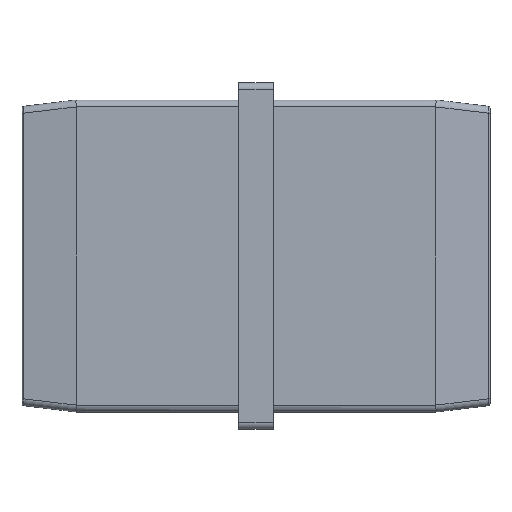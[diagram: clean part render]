
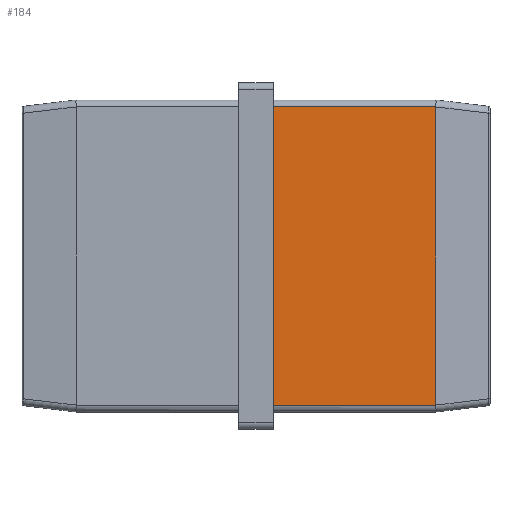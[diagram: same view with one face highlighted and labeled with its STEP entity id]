
A CAD part, front view. The second image highlights one B-rep face of the part: STEP entity #184.
In plain terms, the highlighted planar face has unit normal (0, -1, 0).
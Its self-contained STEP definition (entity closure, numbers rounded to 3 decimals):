
#122=FACE_OUTER_BOUND('',#286,.T.);
#184=ADVANCED_FACE('',(#122),#248,.F.);
#248=PLANE('',#1181);
#286=EDGE_LOOP('',(#426,#427,#428,#429));
#426=ORIENTED_EDGE('',*,*,#836,.T.);
#427=ORIENTED_EDGE('',*,*,#850,.T.);
#428=ORIENTED_EDGE('',*,*,#851,.T.);
#429=ORIENTED_EDGE('',*,*,#852,.T.);
#732=VERTEX_POINT('',#1691);
#733=VERTEX_POINT('',#1693);
#738=VERTEX_POINT('',#1717);
#739=VERTEX_POINT('',#1719);
#836=EDGE_CURVE('',#733,#732,#987,.T.);
#850=EDGE_CURVE('',#732,#738,#998,.T.);
#851=EDGE_CURVE('',#738,#739,#999,.T.);
#852=EDGE_CURVE('',#739,#733,#1000,.T.);
#987=LINE('',#1692,#1079);
#998=LINE('',#1716,#1090);
#999=LINE('',#1718,#1091);
#1000=LINE('',#1720,#1092);
#1079=VECTOR('',#1330,1.);
#1090=VECTOR('',#1357,1.);
#1091=VECTOR('',#1358,1.);
#1092=VECTOR('',#1359,1.);
#1181=AXIS2_PLACEMENT_3D('',#1721,#1360,#1361);
#1330=DIRECTION('',(0.,0.,-1.));
#1357=DIRECTION('',(1.,0.,0.));
#1358=DIRECTION('',(0.,0.,1.));
#1359=DIRECTION('',(-1.,0.,0.));
#1360=DIRECTION('',(0.,1.,0.));
#1361=DIRECTION('',(0.,0.,1.));
#1691=CARTESIAN_POINT('',(2.,-8.,-17.2));
#1692=CARTESIAN_POINT('',(2.,-8.,18.));
#1693=CARTESIAN_POINT('',(2.,-8.,17.2));
#1716=CARTESIAN_POINT('',(27.,-8.,-17.2));
#1717=CARTESIAN_POINT('',(20.75,-8.,-17.2));
#1718=CARTESIAN_POINT('',(20.75,-8.,18.));
#1719=CARTESIAN_POINT('',(20.75,-8.,17.2));
#1720=CARTESIAN_POINT('',(27.,-8.,17.2));
#1721=CARTESIAN_POINT('',(27.,-8.,18.));
